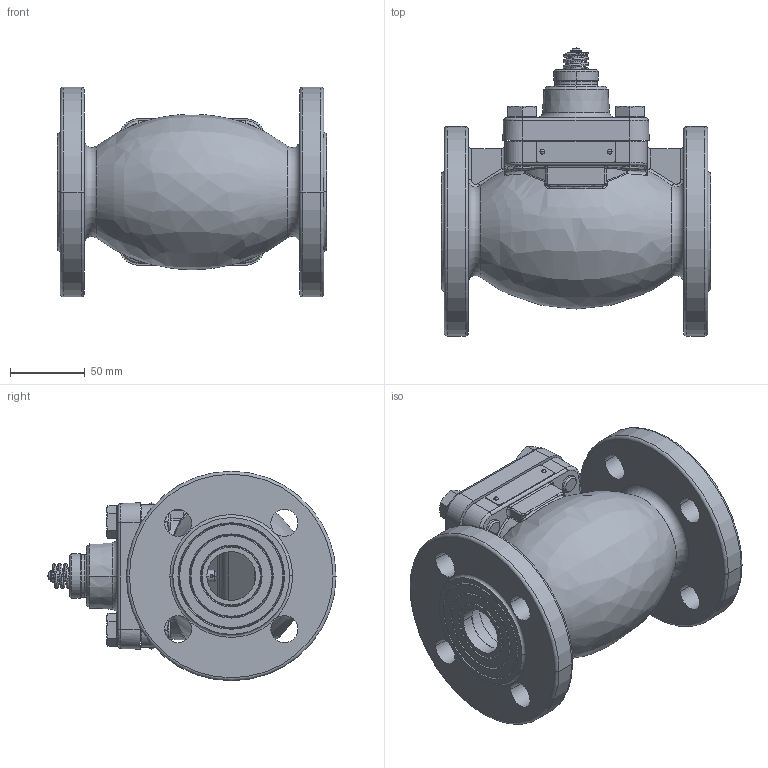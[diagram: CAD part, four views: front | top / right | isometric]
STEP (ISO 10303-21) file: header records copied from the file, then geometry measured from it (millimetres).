
FILE_DESCRIPTION((''),'2;1');
FILE_NAME('065B2059','2012-03-27T',('U258099'),('Danfoss'),'PRO/ENGINEER BY PARAMETRIC TECHNOLOGY CORPORATION, 2010370','PRO/ENGINEER BY PARAMETRIC TECHNOLOGY CORPORATION, 2010370','');
FILE_SCHEMA(('CONFIG_CONTROL_DESIGN'));
Products named in the file (1): 065B2059
Bounding box: 180 x 192.4 x 140 mm (x, y, z)
Volume: 1130929.8 mm3; surface area: 247656.3 mm2
Topology: 1 solids, 1 shells, 855 faces, 2028 edges, 1223 vertices
Faces by surface type: cylinder 319, plane 222, torus 127, bspline 85, cone 82, sphere 20
Entity records: 42119 total; most frequent: CARTESIAN_POINT 22474, DIRECTION 4269, ORIENTED_EDGE 4028, EDGE_CURVE 2014, AXIS2_PLACEMENT_3D 1799, VERTEX_POINT 1223, CIRCLE 1029, EDGE_LOOP 975
